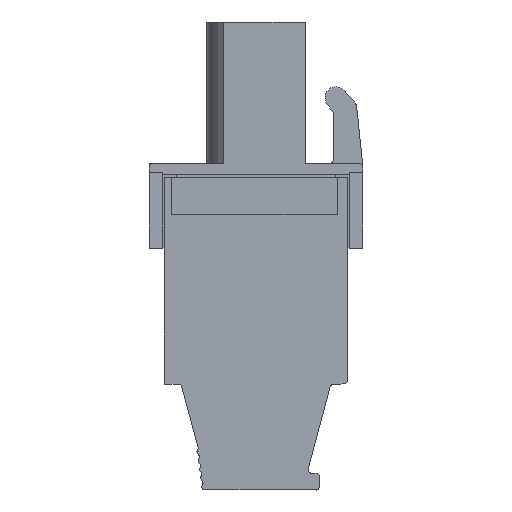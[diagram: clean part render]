
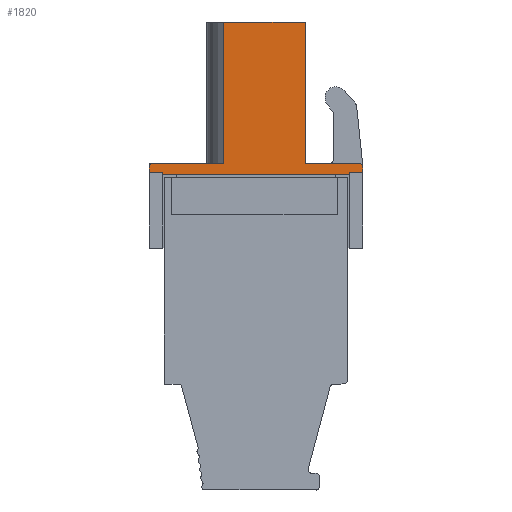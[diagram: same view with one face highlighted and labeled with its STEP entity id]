
A CAD part, left-side view. The second image highlights one B-rep face of the part: STEP entity #1820.
In plain terms, the highlighted planar face has unit normal (-1, 0, 0).
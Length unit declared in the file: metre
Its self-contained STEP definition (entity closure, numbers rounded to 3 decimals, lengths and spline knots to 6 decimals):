
#1820=ADVANCED_FACE('',(#4643),#4644,.T.);
#4643=FACE_OUTER_BOUND('',#8423,.T.);
#4644=PLANE('',#8424);
#8423=EDGE_LOOP('',(#14396,#14397,#14398,#14399,#14400,#14401,#14402,#14403,#14404,#14405,#14406,#14407,#14408,#14409,#14410));
#8424=AXIS2_PLACEMENT_3D('',#14411,#14412,#14413);
#14396=ORIENTED_EDGE('',*,*,#22337,.F.);
#14397=ORIENTED_EDGE('',*,*,#21366,.F.);
#14398=ORIENTED_EDGE('',*,*,#22735,.F.);
#14399=ORIENTED_EDGE('',*,*,#22736,.T.);
#14400=ORIENTED_EDGE('',*,*,#22737,.T.);
#14401=ORIENTED_EDGE('',*,*,#22738,.T.);
#14402=ORIENTED_EDGE('',*,*,#22739,.F.);
#14403=ORIENTED_EDGE('',*,*,#21399,.T.);
#14404=ORIENTED_EDGE('',*,*,#21350,.T.);
#14405=ORIENTED_EDGE('',*,*,#21322,.F.);
#14406=ORIENTED_EDGE('',*,*,#21288,.F.);
#14407=ORIENTED_EDGE('',*,*,#21313,.F.);
#14408=ORIENTED_EDGE('',*,*,#22740,.T.);
#14409=ORIENTED_EDGE('',*,*,#22264,.T.);
#14410=ORIENTED_EDGE('',*,*,#22333,.T.);
#14411=CARTESIAN_POINT('',(-0.046948,-0.030011,-0.068609));
#14412=DIRECTION('',(-1.0,0.,0.));
#14413=DIRECTION('',(0.,0.,-1.0));
#21288=EDGE_CURVE('',#25287,#25288,#25289,.T.);
#21313=EDGE_CURVE('',#25333,#25287,#25335,.F.);
#21322=EDGE_CURVE('',#25288,#25349,#25350,.F.);
#21350=EDGE_CURVE('',#25393,#25349,#25394,.T.);
#21366=EDGE_CURVE('',#25420,#25422,#25423,.F.);
#21399=EDGE_CURVE('',#25469,#25393,#25470,.T.);
#22264=EDGE_CURVE('',#26833,#26831,#26834,.T.);
#22333=EDGE_CURVE('',#26831,#26966,#26968,.T.);
#22337=EDGE_CURVE('',#25422,#26966,#26972,.T.);
#22735=EDGE_CURVE('',#27696,#25420,#27697,.T.);
#22736=EDGE_CURVE('',#27696,#27698,#27699,.T.);
#22737=EDGE_CURVE('',#27698,#27700,#27701,.T.);
#22738=EDGE_CURVE('',#27700,#27702,#27703,.T.);
#22739=EDGE_CURVE('',#25469,#27702,#27704,.T.);
#22740=EDGE_CURVE('',#25333,#26833,#27705,.T.);
#25287=VERTEX_POINT('',#31145);
#25288=VERTEX_POINT('',#31146);
#25289=LINE('',#31147,#31148);
#25333=VERTEX_POINT('',#31208);
#25335=LINE('',#31211,#31212);
#25349=VERTEX_POINT('',#31232);
#25350=LINE('',#31233,#31234);
#25393=VERTEX_POINT('',#31297);
#25394=LINE('',#31298,#31299);
#25420=VERTEX_POINT('',#31332);
#25422=VERTEX_POINT('',#31335);
#25423=CIRCLE('',#31336,0.000199);
#25469=VERTEX_POINT('',#31421);
#25470=LINE('',#31422,#31423);
#26831=VERTEX_POINT('',#33357);
#26833=VERTEX_POINT('',#33360);
#26834=LINE('',#33361,#33362);
#26966=VERTEX_POINT('',#33560);
#26968=LINE('',#33563,#33564);
#26972=LINE('',#33570,#33571);
#27696=VERTEX_POINT('',#34571);
#27697=LINE('',#34572,#34573);
#27698=VERTEX_POINT('',#34574);
#27699=LINE('',#34575,#34576);
#27700=VERTEX_POINT('',#34577);
#27701=LINE('',#34578,#34579);
#27702=VERTEX_POINT('',#34580);
#27703=LINE('',#34581,#34582);
#27704=LINE('',#34583,#34584);
#27705=LINE('',#34585,#34586);
#31145=CARTESIAN_POINT('',(-0.046948,-0.035526,-0.064273));
#31146=CARTESIAN_POINT('',(-0.046948,-0.024551,-0.064273));
#31147=CARTESIAN_POINT('',(-0.046948,-0.030011,-0.064273));
#31148=VECTOR('',#39006,1.0);
#31208=CARTESIAN_POINT('',(-0.046948,-0.035526,-0.064142));
#31211=CARTESIAN_POINT('',(-0.046948,-0.035526,-0.068609));
#31212=VECTOR('',#39039,1.0);
#31232=CARTESIAN_POINT('',(-0.046948,-0.024551,-0.064142));
#31233=CARTESIAN_POINT('',(-0.046948,-0.024551,-0.068609));
#31234=VECTOR('',#39046,1.0);
#31297=CARTESIAN_POINT('',(-0.046948,-0.023743,-0.064142));
#31298=CARTESIAN_POINT('',(-0.046948,-0.006217,-0.064142));
#31299=VECTOR('',#39067,1.0);
#31332=CARTESIAN_POINT('',(-0.046948,-0.036128,-0.063616));
#31335=CARTESIAN_POINT('',(-0.046948,-0.036327,-0.063815));
#31336=AXIS2_PLACEMENT_3D('',#39091,#39092,#39093);
#31421=CARTESIAN_POINT('',(-0.046948,-0.023743,-0.063616));
#31422=CARTESIAN_POINT('',(-0.046948,-0.023743,-0.068609));
#31423=VECTOR('',#39123,1.0);
#33357=CARTESIAN_POINT('',(-0.046948,-0.036333,-0.064142));
#33360=CARTESIAN_POINT('',(-0.046948,-0.036333,-0.064142));
#33361=CARTESIAN_POINT('',(-0.046948,-0.036333,-0.068609));
#33362=VECTOR('',#39986,1.0);
#33560=CARTESIAN_POINT('',(-0.046948,-0.036327,-0.064142));
#33563=CARTESIAN_POINT('',(-0.046948,-0.030011,-0.064142));
#33564=VECTOR('',#40054,1.0);
#33570=CARTESIAN_POINT('',(-0.046948,-0.036327,-0.068609));
#33571=VECTOR('',#40057,1.0);
#34571=CARTESIAN_POINT('',(-0.046948,-0.032937,-0.063616));
#34572=CARTESIAN_POINT('',(-0.046948,-0.030011,-0.063616));
#34573=VECTOR('',#40540,1.0);
#34574=CARTESIAN_POINT('',(-0.046948,-0.032937,-0.05527));
#34575=CARTESIAN_POINT('',(-0.046948,-0.032937,-0.068609));
#34576=VECTOR('',#40541,1.0);
#34577=CARTESIAN_POINT('',(-0.046948,-0.028137,-0.05527));
#34578=CARTESIAN_POINT('',(-0.046948,-0.030011,-0.05527));
#34579=VECTOR('',#40542,1.0);
#34580=CARTESIAN_POINT('',(-0.046948,-0.028137,-0.063616));
#34581=CARTESIAN_POINT('',(-0.046948,-0.028137,-0.068609));
#34582=VECTOR('',#40543,1.0);
#34583=CARTESIAN_POINT('',(-0.046948,-0.030011,-0.063616));
#34584=VECTOR('',#40544,1.0);
#34585=CARTESIAN_POINT('',(-0.046948,-0.006217,-0.064142));
#34586=VECTOR('',#40545,1.0);
#39006=DIRECTION('',(0.,1.0,0.));
#39039=DIRECTION('',(0.,0.,1.0));
#39046=DIRECTION('',(0.,0.,-1.0));
#39067=DIRECTION('',(0.,-1.0,0.));
#39091=CARTESIAN_POINT('',(-0.046948,-0.036128,-0.063815));
#39092=DIRECTION('',(-1.0,0.,0.));
#39093=DIRECTION('',(0.,0.0,1.0));
#39123=DIRECTION('',(0.,0.,-1.0));
#39986=DIRECTION('',(0.,0.,1.0));
#40054=DIRECTION('',(0.,1.0,0.));
#40057=DIRECTION('',(0.,0.,-1.0));
#40540=DIRECTION('',(0.,-1.0,0.));
#40541=DIRECTION('',(0.,0.,1.0));
#40542=DIRECTION('',(0.,1.0,0.));
#40543=DIRECTION('',(0.,0.,-1.0));
#40544=DIRECTION('',(0.,-1.0,0.));
#40545=DIRECTION('',(0.,-1.0,0.));
